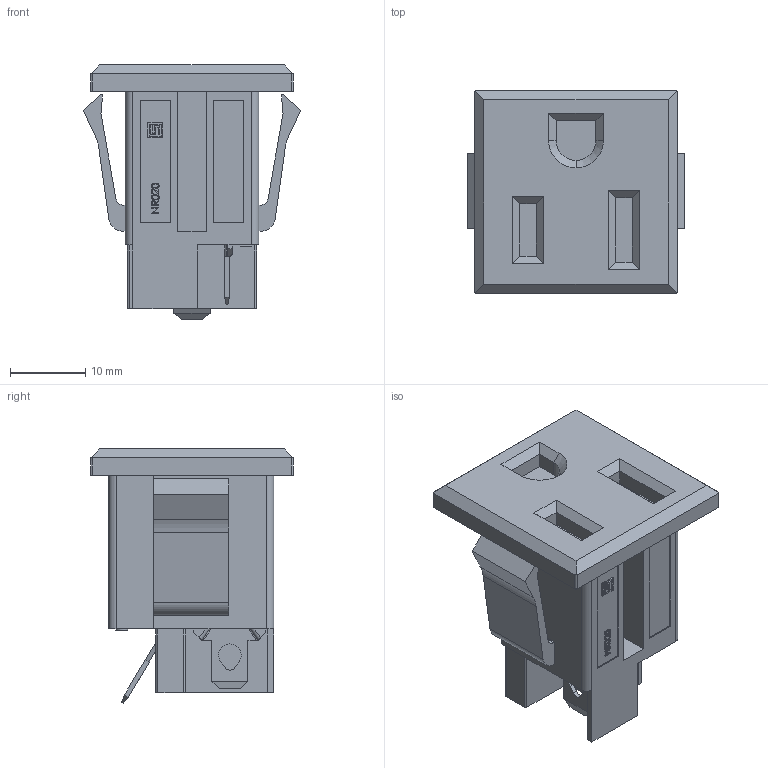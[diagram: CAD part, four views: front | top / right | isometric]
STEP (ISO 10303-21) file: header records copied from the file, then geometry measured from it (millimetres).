
FILE_DESCRIPTION (( 'STEP AP203' ), '1' );
FILE_NAME ('NR020_3-119-052.STEP', '2019-09-20T05:24:19', ( 'Dell' ), ( '' ), 'SwSTEP 2.0', 'SolidWorks 2017', '' );
FILE_SCHEMA (( 'CONFIG_CONTROL_DESIGN' ));
Length unit declared in the file: millimetre
Products named in the file (1): NR020_3-119-052
Bounding box: 29 x 27 x 33.89 mm (x, y, z)
Volume: 9451.9 mm3; surface area: 5867.7 mm2
Topology: 1 solids, 1 shells, 405 faces, 1086 edges, 714 vertices
Faces by surface type: plane 300, bspline 52, cylinder 51, cone 2
Entity records: 16153 total; most frequent: CARTESIAN_POINT 6370, ORIENTED_EDGE 2172, DIRECTION 1710, EDGE_CURVE 1086, LINE 866, VECTOR 866, VERTEX_POINT 714, EDGE_LOOP 442
